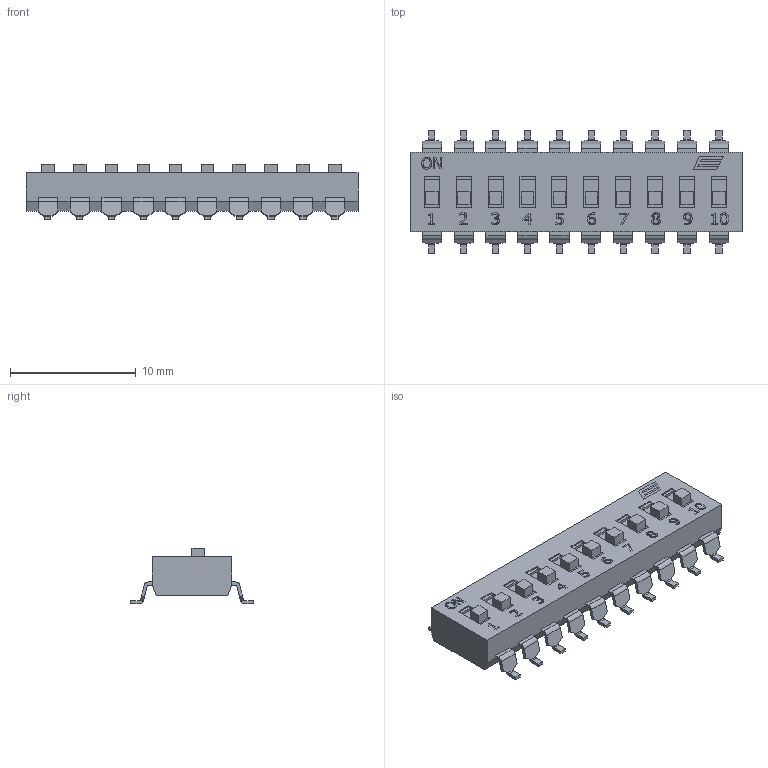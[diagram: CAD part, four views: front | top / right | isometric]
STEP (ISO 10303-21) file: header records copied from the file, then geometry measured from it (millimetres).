
FILE_DESCRIPTION((' '),'2;1');
FILE_NAME('KAE10LGGx.stp','2017-07-31T13:33:53',(' '),(' '),' ','ACIS',' ');
FILE_SCHEMA(('CONFIG_CONTROL_DESIGN'));
Length unit declared in the file: inch
Products named in the file (1): KAE10LGGx.stp
Bounding box: 26.44 x 9.8 x 4.45 mm (x, y, z)
Volume: 519.6 mm3; surface area: 727.1 mm2
Topology: 1 solids, 1 shells, 519 faces, 1536 edges, 1050 vertices
Faces by surface type: plane 439, cylinder 80
Entity records: 17549 total; most frequent: CARTESIAN_POINT 3568, ORIENTED_EDGE 3072, DIRECTION 2608, EDGE_CURVE 1536, VECTOR 1248, LINE 1248, VERTEX_POINT 1050, AXIS2_PLACEMENT_3D 680
